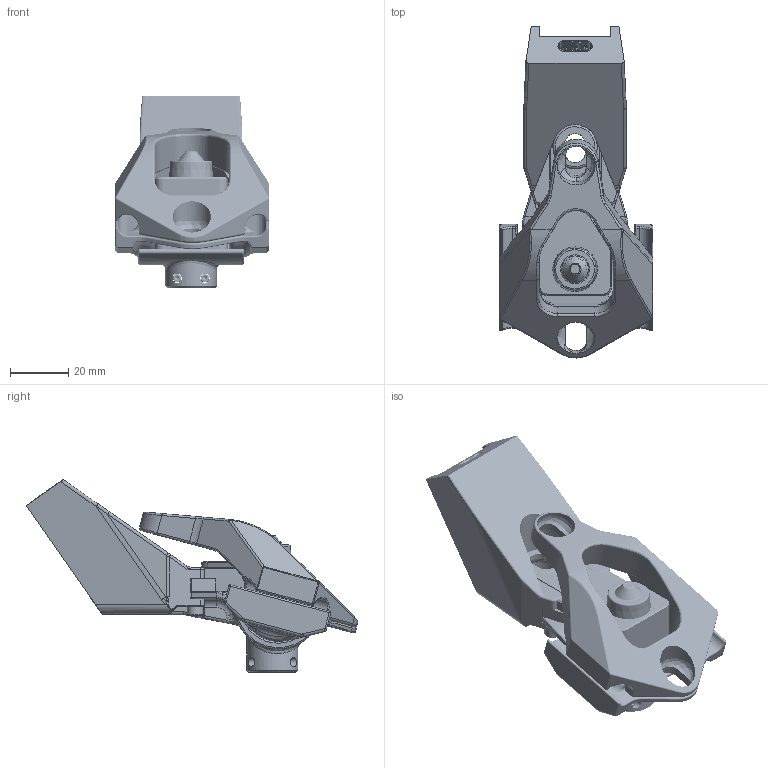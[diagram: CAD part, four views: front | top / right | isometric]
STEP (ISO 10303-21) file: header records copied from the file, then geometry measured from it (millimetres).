
FILE_DESCRIPTION(/* description */ (''),/* implementation_level */ '2;1');
FILE_NAME(/* name */ 'Actuation_Module_rev11.step',/* time_stamp */ '2025-09-13T23:41:06-07:00',/* author */ (''),/* organization */ (''),/* preprocessor_version */ 'ST-DEVELOPER v20.1',/* originating_system */ 'Autodesk Translation Framework v14.10.0.0',/* authorisation */ '');
FILE_SCHEMA (('AUTOMOTIVE_DESIGN { 1 0 10303 214 3 1 1 }'));
Products named in the file (19): Actuation_Module_rev11; bottom_rev11; alloy_top_sp; N20 Mini Micro Metall Gear Motor DC 3-6-12V v1; Countersunk Raised Head Screw DIN 966 - M1.6 x 3 - Z Steel 4.6 Plain 
v1; Cam_rev11; pusher_rev11; 19-1082-01; sadddle_clamp_bottom_rev11; Saddle_clamp_top_rev11; SADDLE CLAMP; electronics_body_rev11; Amass MR30-M_default; Electronics_cover_rev11; TIBHSSSCP ASME B18.3.6M - M3x0.5 x 3 Steel Grade 2 Plain; BS EN ISO 4027 - M3 x 12 Steel 4.6 Plain; BSHCS ASME B18.3.1M - M2x0.4 x 5 Steel Grade 2 Plain; RX_rev11; BSHCS ANSI B18.3.1M - M3x0.5 x 12 Steel Grade 2 Plain
Assembly tree (22 placements, depth 3):
  Actuation_Module_rev11
    bottom_rev11
    alloy_top_sp
    N20 Mini Micro Metall Gear Motor DC 3-6-12V v1
    Countersunk Raised Head Screw DIN 966 - M1.6 x 3 - Z Steel 4.6 Plain 
v1  x2
    Cam_rev11
    pusher_rev11
    19-1082-01
    sadddle_clamp_bottom_rev11
    Saddle_clamp_top_rev11
      SADDLE CLAMP
    electronics_body_rev11
    Amass MR30-M_default
    Electronics_cover_rev11
    TIBHSSSCP ASME B18.3.6M - M3x0.5 x 3 Steel Grade 2 Plain
    BS EN ISO 4027 - M3 x 12 Steel 4.6 Plain  x2
    BSHCS ASME B18.3.1M - M2x0.4 x 5 Steel Grade 2 Plain  x2
    RX_rev11
    BSHCS ANSI B18.3.1M - M3x0.5 x 12 Steel Grade 2 Plain  x2
Bounding box: 52.54 x 113.45 x 65.95 mm (x, y, z)
Volume: 76105.8 mm3; surface area: 50081.7 mm2
Topology: 48 solids, 49 shells, 2869 faces, 7338 edges, 4616 vertices
Faces by surface type: cylinder 1253, plane 816, bspline 588, torus 98, sphere 66, cone 48
Full cylindrical faces by diameter (mm): 1.152 x1, 1.229 x2, 1.28 x108, 1.4 x3, 1.425 x2, 1.5 x4, 1.536 x2, 1.538 x2, 1.6 x7, 1.7 x2, 1.769 x2, 1.92 x4, 1.933 x2, 2 x2, 2.4 x2, 2.5 x6, 2.529 x3, 2.688 x2, 2.867 x2, 2.927 x5, 3 x8, 3.175 x2, 3.2 x6, 3.584 x2, 3.8 x2, 4 x2, 4.4 x2, 4.48 x4, 4.5 x1, 5 x1
Entity records: 209568 total; most frequent: CARTESIAN_POINT 142543, ORIENTED_EDGE 14226, DIRECTION 13755, EDGE_CURVE 7113, AXIS2_PLACEMENT_3D 5353, VERTEX_POINT 4503, LINE 3049, VECTOR 3049
